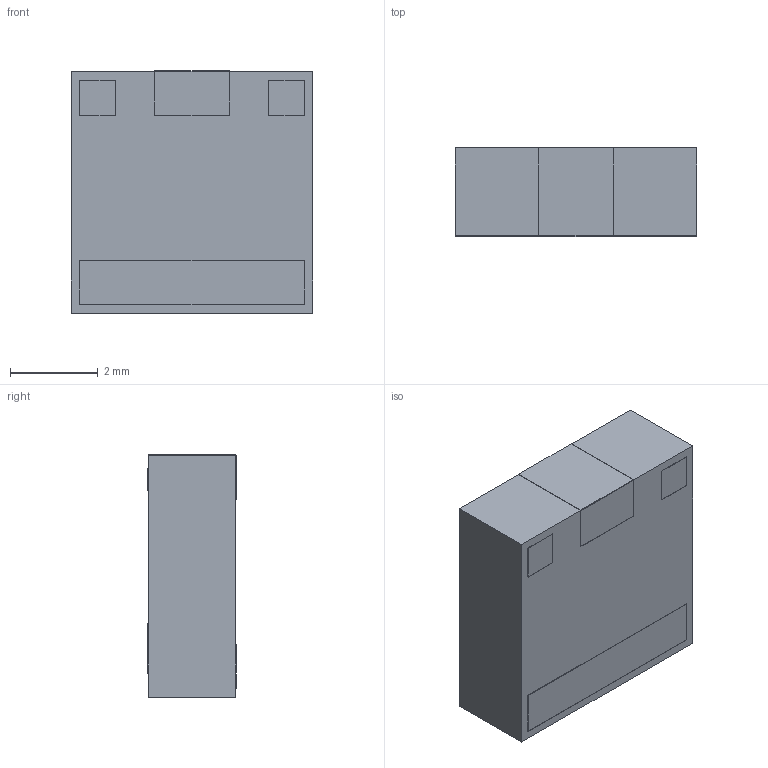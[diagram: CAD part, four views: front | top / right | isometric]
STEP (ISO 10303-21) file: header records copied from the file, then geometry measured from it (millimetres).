
FILE_DESCRIPTION (( 'STEP AP214' ), '1' );
FILE_NAME ('UWC.01_web.STEP', '2022-03-15T16:00:06', ( '' ), ( '' ), 'SwSTEP 2.0', 'SolidWorks 2018', '' );
FILE_SCHEMA (( 'AUTOMOTIVE_DESIGN' ));
Length unit declared in the file: millimetre
Products named in the file (1): UWC.01_web
Bounding box: 5.5 x 2.02 x 5.51 mm (x, y, z)
Volume: 60.6 mm3; surface area: 105.2 mm2
Topology: 1 solids, 1 shells, 189 faces, 492 edges, 326 vertices
Faces by surface type: plane 131, bspline 54, cylinder 4
Entity records: 8446 total; most frequent: CARTESIAN_POINT 3780, ORIENTED_EDGE 984, DIRECTION 664, EDGE_CURVE 492, VECTOR 376, LINE 376, VERTEX_POINT 326, EDGE_LOOP 210
